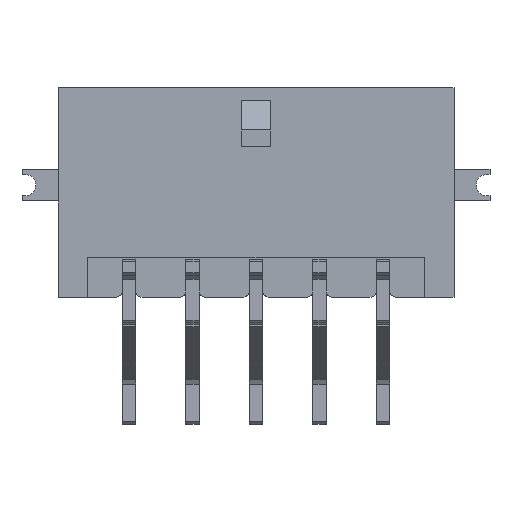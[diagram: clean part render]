
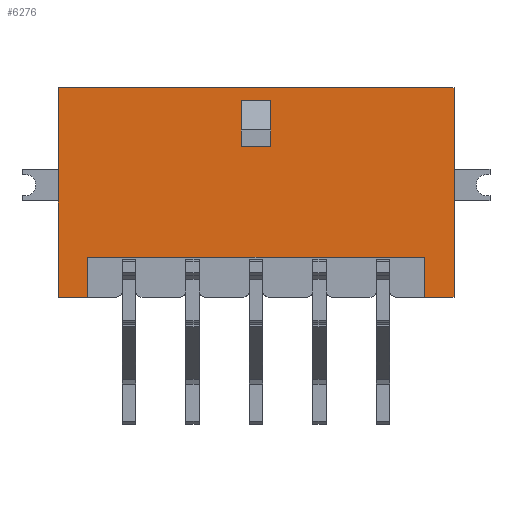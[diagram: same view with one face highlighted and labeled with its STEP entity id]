
A CAD part, left-side view. The second image highlights one B-rep face of the part: STEP entity #6276.
In plain terms, the highlighted planar face has unit normal (-1, 0, 0).
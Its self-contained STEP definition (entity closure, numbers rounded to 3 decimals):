
#892=ORIENTED_EDGE('',*,*,#2517,.T.);
#893=ORIENTED_EDGE('',*,*,#2518,.T.);
#894=ORIENTED_EDGE('',*,*,#2519,.F.);
#895=ORIENTED_EDGE('',*,*,#2520,.F.);
#896=ORIENTED_EDGE('',*,*,#2521,.F.);
#897=ORIENTED_EDGE('',*,*,#2485,.F.);
#898=ORIENTED_EDGE('',*,*,#2509,.T.);
#899=ORIENTED_EDGE('',*,*,#2121,.T.);
#900=ORIENTED_EDGE('',*,*,#2511,.F.);
#901=ORIENTED_EDGE('',*,*,#2493,.F.);
#902=ORIENTED_EDGE('',*,*,#2522,.F.);
#903=ORIENTED_EDGE('',*,*,#2523,.F.);
#2121=EDGE_CURVE('',#3022,#3021,#3640,.T.);
#2485=EDGE_CURVE('',#3282,#3278,#3964,.T.);
#2493=EDGE_CURVE('',#3288,#3289,#3972,.T.);
#2509=EDGE_CURVE('',#3282,#3022,#3988,.T.);
#2511=EDGE_CURVE('',#3289,#3021,#3990,.T.);
#2517=EDGE_CURVE('',#3299,#3300,#3996,.T.);
#2518=EDGE_CURVE('',#3300,#3301,#3997,.T.);
#2519=EDGE_CURVE('',#3302,#3301,#3998,.T.);
#2520=EDGE_CURVE('',#3299,#3302,#3999,.T.);
#2521=EDGE_CURVE('',#3278,#3303,#4000,.T.);
#2522=EDGE_CURVE('',#3304,#3288,#4001,.T.);
#2523=EDGE_CURVE('',#3303,#3304,#4002,.T.);
#3021=VERTEX_POINT('',#8799);
#3022=VERTEX_POINT('',#8801);
#3278=VERTEX_POINT('',#9498);
#3282=VERTEX_POINT('',#9507);
#3288=VERTEX_POINT('',#9523);
#3289=VERTEX_POINT('',#9525);
#3299=VERTEX_POINT('',#9565);
#3300=VERTEX_POINT('',#9566);
#3301=VERTEX_POINT('',#9568);
#3302=VERTEX_POINT('',#9570);
#3303=VERTEX_POINT('',#9573);
#3304=VERTEX_POINT('',#9575);
#3640=LINE('',#8800,#4493);
#3964=LINE('',#9508,#4817);
#3972=LINE('',#9524,#4825);
#3988=LINE('',#9551,#4841);
#3990=LINE('',#9554,#4843);
#3996=LINE('',#9564,#4849);
#3997=LINE('',#9567,#4850);
#3998=LINE('',#9569,#4851);
#3999=LINE('',#9571,#4852);
#4000=LINE('',#9572,#4853);
#4001=LINE('',#9574,#4854);
#4002=LINE('',#9576,#4855);
#4493=VECTOR('',#7072,1000.);
#4817=VECTOR('',#7642,1000.);
#4825=VECTOR('',#7654,1000.);
#4841=VECTOR('',#7674,1000.);
#4843=VECTOR('',#7678,1000.);
#4849=VECTOR('',#7690,1000.);
#4850=VECTOR('',#7691,1000.);
#4851=VECTOR('',#7692,1000.);
#4852=VECTOR('',#7693,1000.);
#4853=VECTOR('',#7694,1000.);
#4854=VECTOR('',#7695,1000.);
#4855=VECTOR('',#7696,1000.);
#5334=EDGE_LOOP('',(#892,#893,#894,#895));
#5335=EDGE_LOOP('',(#896,#897,#898,#899,#900,#901,#902,#903));
#5671=FACE_BOUND('',#5334,.T.);
#5672=FACE_BOUND('',#5335,.T.);
#5974=PLANE('',#6677);
#6276=ADVANCED_FACE('',(#5671,#5672),#5974,.T.);
#6677=AXIS2_PLACEMENT_3D('',#9563,#7688,#7689);
#7072=DIRECTION('',(0.,1.,0.));
#7642=DIRECTION('',(0.,1.,0.));
#7654=DIRECTION('',(0.,1.,0.));
#7674=DIRECTION('',(0.,0.,1.));
#7678=DIRECTION('',(0.,0.,1.));
#7688=DIRECTION('',(-1.,0.,0.));
#7689=DIRECTION('',(0.,0.,1.));
#7690=DIRECTION('',(0.,0.,1.));
#7691=DIRECTION('',(0.,-1.,0.));
#7692=DIRECTION('',(0.,0.,1.));
#7693=DIRECTION('',(0.,-1.,0.));
#7694=DIRECTION('',(0.,0.,1.));
#7695=DIRECTION('',(0.,0.,-1.));
#7696=DIRECTION('',(0.,1.,0.));
#8799=CARTESIAN_POINT('',(-3.43,9.35,4.95));
#8800=CARTESIAN_POINT('',(-3.43,-9.35,4.95));
#8801=CARTESIAN_POINT('',(-3.43,-9.35,4.95));
#9498=CARTESIAN_POINT('',(-3.43,-7.95,-4.95));
#9507=CARTESIAN_POINT('',(-3.43,-9.35,-4.95));
#9508=CARTESIAN_POINT('',(-3.43,-9.35,-4.95));
#9523=CARTESIAN_POINT('',(-3.43,7.95,-4.95));
#9524=CARTESIAN_POINT('',(-3.43,-9.35,-4.95));
#9525=CARTESIAN_POINT('',(-3.43,9.35,-4.95));
#9551=CARTESIAN_POINT('',(-3.43,-9.35,-4.95));
#9554=CARTESIAN_POINT('',(-3.43,9.35,-4.95));
#9563=CARTESIAN_POINT('',(-3.43,-9.35,-4.95));
#9564=CARTESIAN_POINT('',(-3.43,0.7,2.15));
#9565=CARTESIAN_POINT('',(-3.43,0.7,2.15));
#9566=CARTESIAN_POINT('',(-3.43,0.7,4.35));
#9567=CARTESIAN_POINT('',(-3.43,0.7,4.35));
#9568=CARTESIAN_POINT('',(-3.43,-0.7,4.35));
#9569=CARTESIAN_POINT('',(-3.43,-0.7,2.15));
#9570=CARTESIAN_POINT('',(-3.43,-0.7,2.15));
#9571=CARTESIAN_POINT('',(-3.43,0.7,2.15));
#9572=CARTESIAN_POINT('',(-3.43,-7.95,-4.95));
#9573=CARTESIAN_POINT('',(-3.43,-7.95,-3.05));
#9574=CARTESIAN_POINT('',(-3.43,7.95,-3.05));
#9575=CARTESIAN_POINT('',(-3.43,7.95,-3.05));
#9576=CARTESIAN_POINT('',(-3.43,-7.95,-3.05));
